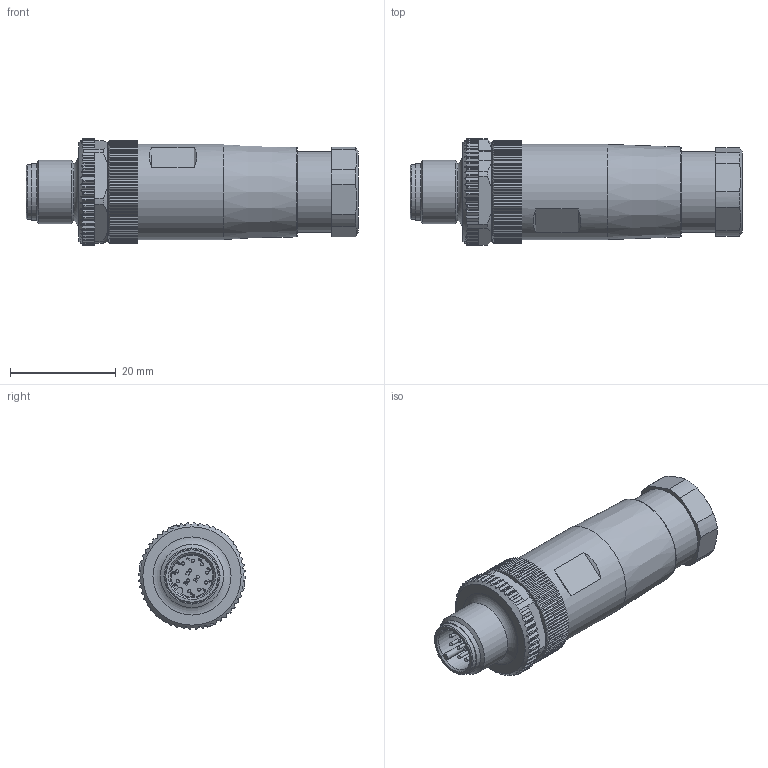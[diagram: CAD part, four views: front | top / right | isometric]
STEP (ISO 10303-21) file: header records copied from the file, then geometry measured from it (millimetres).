
FILE_DESCRIPTION(/* description */ (''),/* implementation_level */ '2;1');
FILE_NAME(/* name */ 'WASC12L.stp',/* time_stamp */ '2016-06-17T08:02:50+02:00',/* author */ (''),/* organization */ (''),/* preprocessor_version */ 'ST-DEVELOPER v16',/* originating_system */ 'SIEMENS PLM Software NX 10.0',/* authorisation */ '');
FILE_SCHEMA (('AUTOMOTIVE_DESIGN { 1 0 10303 214 3 1 1 1 }'));
Length unit declared in the file: millimetre
Products named in the file (1): kbor4170coao
Bounding box: 62.8 x 20.19 x 20.19 mm (x, y, z)
Volume: 13578.6 mm3; surface area: 4654 mm2
Topology: 1 solids, 1 shells, 913 faces, 2633 edges, 1740 vertices
Faces by surface type: plane 450, cylinder 230, extrusion 204, cone 15, sphere 12, torus 2
Full cylindrical faces by diameter (mm): 0.6 x12, 10.3 x1, 10.6 x1, 12 x1, 13.9 x1, 15.2 x1, 18 x1
Entity records: 31829 total; most frequent: CARTESIAN_POINT 9519, ORIENTED_EDGE 5100, DIRECTION 3739, EDGE_CURVE 2550, VERTEX_POINT 1709, VECTOR 1537, LINE 1333, AXIS2_PLACEMENT_3D 1101
